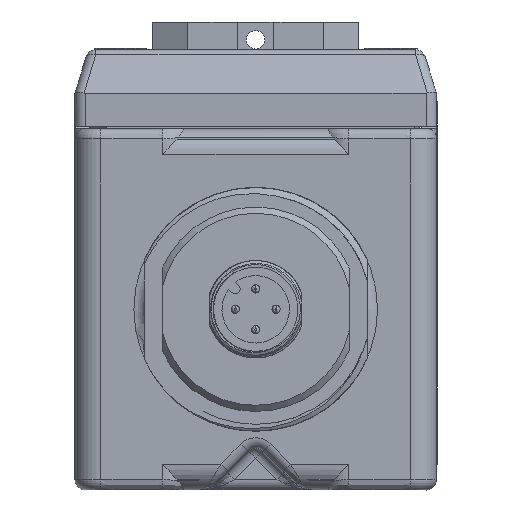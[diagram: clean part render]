
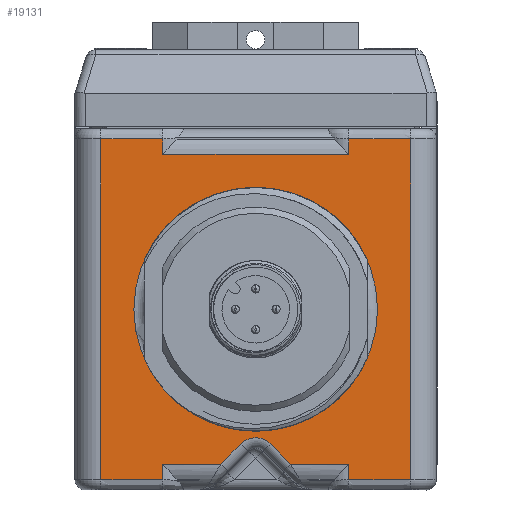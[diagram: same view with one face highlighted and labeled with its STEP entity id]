
A CAD part, front view. The second image highlights one B-rep face of the part: STEP entity #19131.
In plain terms, the highlighted planar face has unit normal (0, -1, 0).
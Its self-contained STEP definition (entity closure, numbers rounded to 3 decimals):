
#1=CARTESIAN_POINT('',(-19.045,-59.44,20.955));
#2=CARTESIAN_POINT('',(-18.521,-59.44,20.955));
#3=CARTESIAN_POINT('',(-17.509,-59.44,20.955));
#4=CARTESIAN_POINT('',(-16.1,-59.44,20.955));
#5=CARTESIAN_POINT('',(-14.789,-59.44,20.955));
#6=CARTESIAN_POINT('',(-13.573,-59.44,20.955));
#7=CARTESIAN_POINT('',(-12.448,-59.44,20.956));
#8=CARTESIAN_POINT('',(-11.759,-59.44,20.953));
#9=CARTESIAN_POINT('',(-11.43,-59.44,20.955));
#11=DIRECTION('',(0.,0.,-1.));
#12=VECTOR('',#11,1.91);
#13=CARTESIAN_POINT('',(-11.43,-59.44,20.955));
#14=LINE('',#13,#12);
#15=DIRECTION('',(0.,0.,-1.));
#16=VECTOR('',#15,1.91);
#17=CARTESIAN_POINT('',(11.43,-59.44,20.955));
#18=LINE('',#17,#16);
#19=CARTESIAN_POINT('',(11.43,-59.44,20.955));
#20=CARTESIAN_POINT('',(11.759,-59.44,20.953));
#21=CARTESIAN_POINT('',(12.448,-59.44,20.956));
#22=CARTESIAN_POINT('',(13.574,-59.44,20.955));
#23=CARTESIAN_POINT('',(14.79,-59.44,20.955));
#24=CARTESIAN_POINT('',(16.1,-59.44,20.955));
#25=CARTESIAN_POINT('',(17.509,-59.44,20.955));
#26=CARTESIAN_POINT('',(18.521,-59.44,20.955));
#27=CARTESIAN_POINT('',(19.045,-59.44,20.955));
#29=CARTESIAN_POINT('',(19.045,-59.44,-20.955));
#30=CARTESIAN_POINT('',(18.521,-59.44,-20.955));
#31=CARTESIAN_POINT('',(17.509,-59.44,-20.955));
#32=CARTESIAN_POINT('',(16.1,-59.44,-20.955));
#33=CARTESIAN_POINT('',(14.79,-59.44,-20.955));
#34=CARTESIAN_POINT('',(13.574,-59.44,-20.955));
#35=CARTESIAN_POINT('',(12.447,-59.44,-20.956));
#36=CARTESIAN_POINT('',(11.759,-59.44,-20.953));
#37=CARTESIAN_POINT('',(11.43,-59.44,-20.955));
#39=DIRECTION('',(0.,0.,-1.));
#40=VECTOR('',#39,1.91);
#41=CARTESIAN_POINT('',(11.43,-59.44,-19.045));
#42=LINE('',#41,#40);
#43=DIRECTION('',(0.,0.,-1.));
#44=VECTOR('',#43,1.91);
#45=CARTESIAN_POINT('',(-11.43,-59.44,-19.045));
#46=LINE('',#45,#44);
#47=CARTESIAN_POINT('',(-11.43,-59.44,-20.955));
#48=CARTESIAN_POINT('',(-11.759,-59.44,-20.953));
#49=CARTESIAN_POINT('',(-12.448,-59.44,-20.956));
#50=CARTESIAN_POINT('',(-13.573,-59.44,-20.955));
#51=CARTESIAN_POINT('',(-14.789,-59.44,-20.955));
#52=CARTESIAN_POINT('',(-16.1,-59.44,-20.955));
#53=CARTESIAN_POINT('',(-17.509,-59.44,-20.955));
#54=CARTESIAN_POINT('',(-18.521,-59.44,-20.955));
#55=CARTESIAN_POINT('',(-19.045,-59.44,-20.955));
#57=DIRECTION('',(0.,0.,1.));
#58=VECTOR('',#57,41.91);
#59=CARTESIAN_POINT('',(-19.045,-59.44,-20.955));
#60=LINE('',#59,#58);
#61=CARTESIAN_POINT('',(0.,-59.44,0.));
#62=DIRECTION('',(0.,-1.,0.));
#63=DIRECTION('',(0.,0.,-1.));
#64=AXIS2_PLACEMENT_3D('',#61,#62,#63);
#66=CARTESIAN_POINT('',(0.,-59.44,0.));
#67=DIRECTION('',(0.,-1.,0.));
#68=DIRECTION('',(0.,0.,1.));
#69=AXIS2_PLACEMENT_3D('',#66,#67,#68);
#5255=DIRECTION('',(1.,0.,0.));
#5256=VECTOR('',#5255,7.142);
#5257=CARTESIAN_POINT('',(-11.43,-59.44,-19.045));
#5258=LINE('',#5257,#5256);
#5294=CARTESIAN_POINT('',(-4.288,-59.44,-19.045));
#5363=CARTESIAN_POINT('',(0.,-59.44,-18.349));
#5364=DIRECTION('',(0.,1.,0.));
#5365=DIRECTION('',(-0.707,0.,0.707));
#5366=AXIS2_PLACEMENT_3D('',#5363,#5364,#5365);
#5368=DIRECTION('',(0.707,0.,0.707));
#5369=VECTOR('',#5368,3.525);
#5370=CARTESIAN_POINT('',(-4.288,-59.44,-19.045));
#5371=LINE('',#5370,#5369);
#5381=DIRECTION('',(-0.707,0.,0.707));
#5382=VECTOR('',#5381,3.525);
#5383=CARTESIAN_POINT('',(4.288,-59.44,-19.045));
#5384=LINE('',#5383,#5382);
#5545=DIRECTION('',(1.,0.,0.));
#5546=VECTOR('',#5545,7.142);
#5547=CARTESIAN_POINT('',(4.288,-59.44,-19.045));
#5548=LINE('',#5547,#5546);
#5654=DIRECTION('',(0.,0.,1.));
#5655=VECTOR('',#5654,41.91);
#5656=CARTESIAN_POINT('',(19.045,-59.44,-20.955));
#5657=LINE('',#5656,#5655);
#5936=DIRECTION('',(-1.,0.,0.));
#5937=VECTOR('',#5936,22.86);
#5938=CARTESIAN_POINT('',(11.43,-59.44,19.045));
#5939=LINE('',#5938,#5937);
#16451=CARTESIAN_POINT('',(0.,-59.44,-14.985));
#16452=CARTESIAN_POINT('',(0.,-59.44,14.985));
#16453=VERTEX_POINT('',#16451);
#16454=VERTEX_POINT('',#16452);
#16515=VERTEX_POINT('',#5294);
#16516=CARTESIAN_POINT('',(-1.796,-59.44,-16.553));
#16517=VERTEX_POINT('',#16516);
#16522=CARTESIAN_POINT('',(1.796,-59.44,-16.553));
#16523=VERTEX_POINT('',#16522);
#16524=CARTESIAN_POINT('',(4.288,-59.44,-19.045));
#16525=VERTEX_POINT('',#16524);
#16640=CARTESIAN_POINT('',(19.045,-59.44,20.955));
#16641=VERTEX_POINT('',#16640);
#16644=VERTEX_POINT('',#1);
#16645=VERTEX_POINT('',#9);
#16647=VERTEX_POINT('',#19);
#16660=CARTESIAN_POINT('',(-19.045,-59.44,-20.955));
#16661=VERTEX_POINT('',#16660);
#16664=VERTEX_POINT('',#29);
#16665=VERTEX_POINT('',#37);
#16667=VERTEX_POINT('',#47);
#16674=CARTESIAN_POINT('',(-11.43,-59.44,19.045));
#16675=VERTEX_POINT('',#16674);
#16754=CARTESIAN_POINT('',(11.43,-59.44,19.045));
#16755=VERTEX_POINT('',#16754);
#16758=CARTESIAN_POINT('',(-11.43,-59.44,-19.045));
#16759=VERTEX_POINT('',#16758);
#16760=CARTESIAN_POINT('',(11.43,-59.44,-19.045));
#16761=VERTEX_POINT('',#16760);
#19086=CARTESIAN_POINT('',(0.,-59.44,0.));
#19087=DIRECTION('',(0.,1.,0.));
#19088=DIRECTION('',(1.,0.,0.));
#19089=AXIS2_PLACEMENT_3D('',#19086,#19087,#19088);
#19090=PLANE('',#19089);
#19092=ORIENTED_EDGE('',*,*,#19091,.T.);
#19094=ORIENTED_EDGE('',*,*,#19093,.T.);
#19096=ORIENTED_EDGE('',*,*,#19095,.F.);
#19098=ORIENTED_EDGE('',*,*,#19097,.F.);
#19100=ORIENTED_EDGE('',*,*,#19099,.T.);
#19102=ORIENTED_EDGE('',*,*,#19101,.F.);
#19104=ORIENTED_EDGE('',*,*,#19103,.T.);
#19106=ORIENTED_EDGE('',*,*,#19105,.F.);
#19108=ORIENTED_EDGE('',*,*,#19107,.F.);
#19110=ORIENTED_EDGE('',*,*,#19109,.T.);
#19112=ORIENTED_EDGE('',*,*,#19111,.F.);
#19114=ORIENTED_EDGE('',*,*,#19113,.F.);
#19116=ORIENTED_EDGE('',*,*,#19115,.F.);
#19118=ORIENTED_EDGE('',*,*,#19117,.T.);
#19120=ORIENTED_EDGE('',*,*,#19119,.T.);
#19122=ORIENTED_EDGE('',*,*,#19121,.T.);
#19123=EDGE_LOOP('',(#19092,#19094,#19096,#19098,#19100,#19102,#19104,#19106,
#19108,#19110,#19112,#19114,#19116,#19118,#19120,#19122));
#19124=FACE_OUTER_BOUND('',#19123,.F.);
#19126=ORIENTED_EDGE('',*,*,#19125,.T.);
#19128=ORIENTED_EDGE('',*,*,#19127,.T.);
#19129=EDGE_LOOP('',(#19126,#19128));
#19130=FACE_BOUND('',#19129,.F.);
#19131=ADVANCED_FACE('',(#19124,#19130),#19090,.F.);
#10=B_SPLINE_CURVE_WITH_KNOTS('',3,(#1,#2,#3,#4,#5,#6,#7,#8,#9),.UNSPECIFIED.,
.F.,.F.,(4,1,1,1,1,1,4),(0.,0.167,0.333,0.5,
0.667,0.833,1.),.UNSPECIFIED.);
#28=B_SPLINE_CURVE_WITH_KNOTS('',3,(#19,#20,#21,#22,#23,#24,#25,#26,#27),
.UNSPECIFIED.,.F.,.F.,(4,1,1,1,1,1,4),(0.,0.167,0.333,
0.5,0.667,0.833,1.),.UNSPECIFIED.);
#38=B_SPLINE_CURVE_WITH_KNOTS('',3,(#29,#30,#31,#32,#33,#34,#35,#36,#37),
.UNSPECIFIED.,.F.,.F.,(4,1,1,1,1,1,4),(0.,0.167,0.333,
0.5,0.667,0.833,1.),.UNSPECIFIED.);
#56=B_SPLINE_CURVE_WITH_KNOTS('',3,(#47,#48,#49,#50,#51,#52,#53,#54,#55),
.UNSPECIFIED.,.F.,.F.,(4,1,1,1,1,1,4),(0.,0.167,0.333,
0.5,0.667,0.833,1.),.UNSPECIFIED.);
#65=CIRCLE('',#64,14.985);
#70=CIRCLE('',#69,14.985);
#5367=CIRCLE('',#5366,2.54);
#19091=EDGE_CURVE('',#16644,#16645,#10,.T.);
#19093=EDGE_CURVE('',#16645,#16675,#14,.T.);
#19095=EDGE_CURVE('',#16755,#16675,#5939,.T.);
#19097=EDGE_CURVE('',#16647,#16755,#18,.T.);
#19099=EDGE_CURVE('',#16647,#16641,#28,.T.);
#19101=EDGE_CURVE('',#16664,#16641,#5657,.T.);
#19103=EDGE_CURVE('',#16664,#16665,#38,.T.);
#19105=EDGE_CURVE('',#16761,#16665,#42,.T.);
#19107=EDGE_CURVE('',#16525,#16761,#5548,.T.);
#19109=EDGE_CURVE('',#16525,#16523,#5384,.T.);
#19111=EDGE_CURVE('',#16517,#16523,#5367,.T.);
#19113=EDGE_CURVE('',#16515,#16517,#5371,.T.);
#19115=EDGE_CURVE('',#16759,#16515,#5258,.T.);
#19117=EDGE_CURVE('',#16759,#16667,#46,.T.);
#19119=EDGE_CURVE('',#16667,#16661,#56,.T.);
#19121=EDGE_CURVE('',#16661,#16644,#60,.T.);
#19125=EDGE_CURVE('',#16453,#16454,#65,.T.);
#19127=EDGE_CURVE('',#16454,#16453,#70,.T.);
